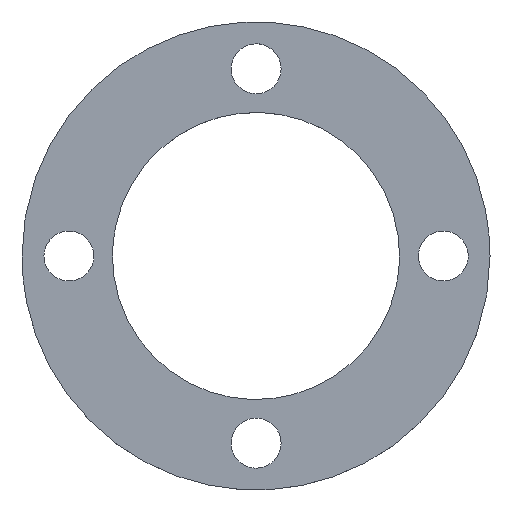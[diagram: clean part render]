
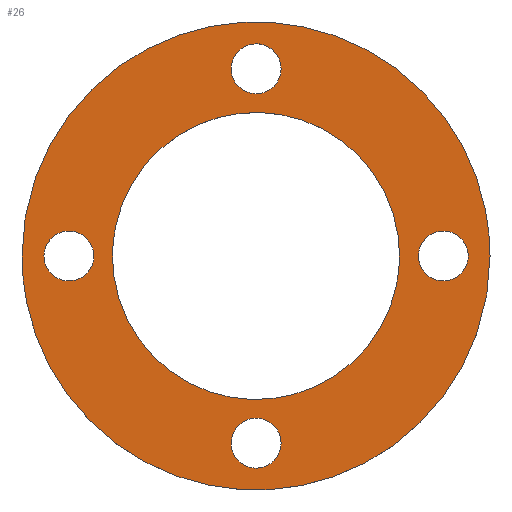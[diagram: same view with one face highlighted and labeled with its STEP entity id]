
A CAD part, top view. The second image highlights one B-rep face of the part: STEP entity #26.
In plain terms, the highlighted planar face has unit normal (0, 0, 1).
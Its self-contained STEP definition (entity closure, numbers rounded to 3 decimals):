
#15=FACE_BOUND('',#55,.T.);
#16=FACE_BOUND('',#56,.T.);
#17=FACE_BOUND('',#57,.T.);
#18=FACE_BOUND('',#58,.T.);
#19=FACE_BOUND('',#59,.T.);
#26=ADVANCED_FACE('',(#40,#15,#16,#17,#18,#19),#245,.T.);
#40=FACE_OUTER_BOUND('',#54,.T.);
#54=EDGE_LOOP('',(#81,#82));
#55=EDGE_LOOP('',(#83,#84));
#56=EDGE_LOOP('',(#85,#86));
#57=EDGE_LOOP('',(#87,#88));
#58=EDGE_LOOP('',(#89,#90));
#59=EDGE_LOOP('',(#91,#92));
#81=ORIENTED_EDGE('',*,*,#168,.F.);
#82=ORIENTED_EDGE('',*,*,#149,.F.);
#83=ORIENTED_EDGE('',*,*,#171,.F.);
#84=ORIENTED_EDGE('',*,*,#152,.F.);
#85=ORIENTED_EDGE('',*,*,#174,.F.);
#86=ORIENTED_EDGE('',*,*,#155,.F.);
#87=ORIENTED_EDGE('',*,*,#177,.F.);
#88=ORIENTED_EDGE('',*,*,#158,.F.);
#89=ORIENTED_EDGE('',*,*,#180,.F.);
#90=ORIENTED_EDGE('',*,*,#161,.F.);
#91=ORIENTED_EDGE('',*,*,#183,.F.);
#92=ORIENTED_EDGE('',*,*,#164,.F.);
#149=EDGE_CURVE('',#221,#233,#185,.T.);
#152=EDGE_CURVE('',#223,#235,#188,.T.);
#155=EDGE_CURVE('',#225,#237,#191,.T.);
#158=EDGE_CURVE('',#227,#239,#194,.T.);
#161=EDGE_CURVE('',#229,#241,#197,.T.);
#164=EDGE_CURVE('',#231,#243,#200,.T.);
#168=EDGE_CURVE('',#233,#221,#204,.T.);
#171=EDGE_CURVE('',#235,#223,#207,.T.);
#174=EDGE_CURVE('',#237,#225,#210,.T.);
#177=EDGE_CURVE('',#239,#227,#213,.T.);
#180=EDGE_CURVE('',#241,#229,#216,.T.);
#183=EDGE_CURVE('',#243,#231,#219,.T.);
#185=(
BOUNDED_CURVE()
B_SPLINE_CURVE(2,(#435,#436,#437,#438,#439),.UNSPECIFIED.,.F.,.F.)
B_SPLINE_CURVE_WITH_KNOTS((3,2,3),(0.,58.905,117.81),
 .UNSPECIFIED.)
CURVE()
GEOMETRIC_REPRESENTATION_ITEM()
RATIONAL_B_SPLINE_CURVE((1.,0.707,1.,0.707,1.))
REPRESENTATION_ITEM('')
);
#188=(
BOUNDED_CURVE()
B_SPLINE_CURVE(2,(#447,#448,#449,#450,#451),.UNSPECIFIED.,.F.,.F.)
B_SPLINE_CURVE_WITH_KNOTS((3,2,3),(-25.133,-18.85,
-12.566),.UNSPECIFIED.)
CURVE()
GEOMETRIC_REPRESENTATION_ITEM()
RATIONAL_B_SPLINE_CURVE((1.,0.707,1.,0.707,1.))
REPRESENTATION_ITEM('')
);
#191=(
BOUNDED_CURVE()
B_SPLINE_CURVE(2,(#459,#460,#461,#462,#463),.UNSPECIFIED.,.F.,.F.)
B_SPLINE_CURVE_WITH_KNOTS((3,2,3),(-144.513,-108.385,-72.257),
 .UNSPECIFIED.)
CURVE()
GEOMETRIC_REPRESENTATION_ITEM()
RATIONAL_B_SPLINE_CURVE((1.,0.707,1.,0.707,1.))
REPRESENTATION_ITEM('')
);
#194=(
BOUNDED_CURVE()
B_SPLINE_CURVE(2,(#471,#472,#473,#474,#475),.UNSPECIFIED.,.F.,.F.)
B_SPLINE_CURVE_WITH_KNOTS((3,2,3),(-25.133,-18.85,
-12.566),.UNSPECIFIED.)
CURVE()
GEOMETRIC_REPRESENTATION_ITEM()
RATIONAL_B_SPLINE_CURVE((1.,0.707,1.,0.707,1.))
REPRESENTATION_ITEM('')
);
#197=(
BOUNDED_CURVE()
B_SPLINE_CURVE(2,(#483,#484,#485,#486,#487),.UNSPECIFIED.,.F.,.F.)
B_SPLINE_CURVE_WITH_KNOTS((3,2,3),(-25.133,-18.85,
-12.566),.UNSPECIFIED.)
CURVE()
GEOMETRIC_REPRESENTATION_ITEM()
RATIONAL_B_SPLINE_CURVE((1.,0.707,1.,0.707,1.))
REPRESENTATION_ITEM('')
);
#200=(
BOUNDED_CURVE()
B_SPLINE_CURVE(2,(#495,#496,#497,#498,#499),.UNSPECIFIED.,.F.,.F.)
B_SPLINE_CURVE_WITH_KNOTS((3,2,3),(-25.133,-18.85,
-12.566),.UNSPECIFIED.)
CURVE()
GEOMETRIC_REPRESENTATION_ITEM()
RATIONAL_B_SPLINE_CURVE((1.,0.707,1.,0.707,1.))
REPRESENTATION_ITEM('')
);
#204=(
BOUNDED_CURVE()
B_SPLINE_CURVE(2,(#509,#510,#511,#512,#513),.UNSPECIFIED.,.F.,.F.)
B_SPLINE_CURVE_WITH_KNOTS((3,2,3),(117.81,176.715,235.619),
 .UNSPECIFIED.)
CURVE()
GEOMETRIC_REPRESENTATION_ITEM()
RATIONAL_B_SPLINE_CURVE((1.,0.707,1.,0.707,1.))
REPRESENTATION_ITEM('')
);
#207=(
BOUNDED_CURVE()
B_SPLINE_CURVE(2,(#521,#522,#523,#524,#525),.UNSPECIFIED.,.F.,.F.)
B_SPLINE_CURVE_WITH_KNOTS((3,2,3),(-12.566,-6.283,
0.),.UNSPECIFIED.)
CURVE()
GEOMETRIC_REPRESENTATION_ITEM()
RATIONAL_B_SPLINE_CURVE((1.,0.707,1.,0.707,1.))
REPRESENTATION_ITEM('')
);
#210=(
BOUNDED_CURVE()
B_SPLINE_CURVE(2,(#533,#534,#535,#536,#537),.UNSPECIFIED.,.F.,.F.)
B_SPLINE_CURVE_WITH_KNOTS((3,2,3),(-72.257,-36.128,
0.),.UNSPECIFIED.)
CURVE()
GEOMETRIC_REPRESENTATION_ITEM()
RATIONAL_B_SPLINE_CURVE((1.,0.707,1.,0.707,1.))
REPRESENTATION_ITEM('')
);
#213=(
BOUNDED_CURVE()
B_SPLINE_CURVE(2,(#545,#546,#547,#548,#549),.UNSPECIFIED.,.F.,.F.)
B_SPLINE_CURVE_WITH_KNOTS((3,2,3),(-12.566,-6.283,
0.),.UNSPECIFIED.)
CURVE()
GEOMETRIC_REPRESENTATION_ITEM()
RATIONAL_B_SPLINE_CURVE((1.,0.707,1.,0.707,1.))
REPRESENTATION_ITEM('')
);
#216=(
BOUNDED_CURVE()
B_SPLINE_CURVE(2,(#557,#558,#559,#560,#561),.UNSPECIFIED.,.F.,.F.)
B_SPLINE_CURVE_WITH_KNOTS((3,2,3),(-12.566,-6.283,
0.),.UNSPECIFIED.)
CURVE()
GEOMETRIC_REPRESENTATION_ITEM()
RATIONAL_B_SPLINE_CURVE((1.,0.707,1.,0.707,1.))
REPRESENTATION_ITEM('')
);
#219=(
BOUNDED_CURVE()
B_SPLINE_CURVE(2,(#569,#570,#571,#572,#573),.UNSPECIFIED.,.F.,.F.)
B_SPLINE_CURVE_WITH_KNOTS((3,2,3),(-12.566,-6.283,
0.),.UNSPECIFIED.)
CURVE()
GEOMETRIC_REPRESENTATION_ITEM()
RATIONAL_B_SPLINE_CURVE((1.,0.707,1.,0.707,1.))
REPRESENTATION_ITEM('')
);
#221=VERTEX_POINT('',#411);
#223=VERTEX_POINT('',#413);
#225=VERTEX_POINT('',#415);
#227=VERTEX_POINT('',#417);
#229=VERTEX_POINT('',#419);
#231=VERTEX_POINT('',#421);
#233=VERTEX_POINT('',#423);
#235=VERTEX_POINT('',#425);
#237=VERTEX_POINT('',#427);
#239=VERTEX_POINT('',#429);
#241=VERTEX_POINT('',#431);
#243=VERTEX_POINT('',#433);
#245=PLANE('',#279);
#279=AXIS2_PLACEMENT_3D('',#299,#284,$);
#284=DIRECTION('',(0.,0.,1.));
#299=CARTESIAN_POINT('',(-46.872,46.875,280.15));
#411=CARTESIAN_POINT('',(37.503,0.,280.15));
#413=CARTESIAN_POINT('',(-25.979,0.,280.15));
#415=CARTESIAN_POINT('',(23.003,0.,280.15));
#417=CARTESIAN_POINT('',(0.021,34.,280.15));
#419=CARTESIAN_POINT('',(34.021,0.,280.15));
#421=CARTESIAN_POINT('',(0.021,-26.,280.15));
#423=CARTESIAN_POINT('',(-37.497,0.,280.15));
#425=CARTESIAN_POINT('',(-33.979,0.,280.15));
#427=CARTESIAN_POINT('',(-22.997,0.,280.15));
#429=CARTESIAN_POINT('',(0.021,26.,280.15));
#431=CARTESIAN_POINT('',(26.021,0.,280.15));
#433=CARTESIAN_POINT('',(0.021,-34.,280.15));
#435=CARTESIAN_POINT('',(37.503,0.,280.15));
#436=CARTESIAN_POINT('',(37.503,-37.5,280.15));
#437=CARTESIAN_POINT('',(0.003,-37.5,280.15));
#438=CARTESIAN_POINT('',(-37.497,-37.5,280.15));
#439=CARTESIAN_POINT('',(-37.497,0.,280.15));
#447=CARTESIAN_POINT('',(-25.979,0.,280.15));
#448=CARTESIAN_POINT('',(-25.979,4.,280.15));
#449=CARTESIAN_POINT('',(-29.979,4.,280.15));
#450=CARTESIAN_POINT('',(-33.979,4.,280.15));
#451=CARTESIAN_POINT('',(-33.979,0.,280.15));
#459=CARTESIAN_POINT('',(23.003,0.,280.15));
#460=CARTESIAN_POINT('',(23.003,23.,280.15));
#461=CARTESIAN_POINT('',(0.003,23.,280.15));
#462=CARTESIAN_POINT('',(-22.997,23.,280.15));
#463=CARTESIAN_POINT('',(-22.997,0.,280.15));
#471=CARTESIAN_POINT('',(0.021,34.,280.15));
#472=CARTESIAN_POINT('',(-3.979,34.,280.15));
#473=CARTESIAN_POINT('',(-3.979,30.,280.15));
#474=CARTESIAN_POINT('',(-3.979,26.,280.15));
#475=CARTESIAN_POINT('',(0.021,26.,280.15));
#483=CARTESIAN_POINT('',(34.021,0.,280.15));
#484=CARTESIAN_POINT('',(34.021,4.,280.15));
#485=CARTESIAN_POINT('',(30.021,4.,280.15));
#486=CARTESIAN_POINT('',(26.021,4.,280.15));
#487=CARTESIAN_POINT('',(26.021,0.,280.15));
#495=CARTESIAN_POINT('',(0.021,-26.,280.15));
#496=CARTESIAN_POINT('',(-3.979,-26.,280.15));
#497=CARTESIAN_POINT('',(-3.979,-30.,280.15));
#498=CARTESIAN_POINT('',(-3.979,-34.,280.15));
#499=CARTESIAN_POINT('',(0.021,-34.,280.15));
#509=CARTESIAN_POINT('',(-37.497,0.,280.15));
#510=CARTESIAN_POINT('',(-37.497,37.5,280.15));
#511=CARTESIAN_POINT('',(0.003,37.5,280.15));
#512=CARTESIAN_POINT('',(37.503,37.5,280.15));
#513=CARTESIAN_POINT('',(37.503,0.,280.15));
#521=CARTESIAN_POINT('',(-33.979,0.,280.15));
#522=CARTESIAN_POINT('',(-33.979,-4.,280.15));
#523=CARTESIAN_POINT('',(-29.979,-4.,280.15));
#524=CARTESIAN_POINT('',(-25.979,-4.,280.15));
#525=CARTESIAN_POINT('',(-25.979,0.,280.15));
#533=CARTESIAN_POINT('',(-22.997,0.,280.15));
#534=CARTESIAN_POINT('',(-22.997,-23.,280.15));
#535=CARTESIAN_POINT('',(0.003,-23.,280.15));
#536=CARTESIAN_POINT('',(23.003,-23.,280.15));
#537=CARTESIAN_POINT('',(23.003,0.,280.15));
#545=CARTESIAN_POINT('',(0.021,26.,280.15));
#546=CARTESIAN_POINT('',(4.021,26.,280.15));
#547=CARTESIAN_POINT('',(4.021,30.,280.15));
#548=CARTESIAN_POINT('',(4.021,34.,280.15));
#549=CARTESIAN_POINT('',(0.021,34.,280.15));
#557=CARTESIAN_POINT('',(26.021,0.,280.15));
#558=CARTESIAN_POINT('',(26.021,-4.,280.15));
#559=CARTESIAN_POINT('',(30.021,-4.,280.15));
#560=CARTESIAN_POINT('',(34.021,-4.,280.15));
#561=CARTESIAN_POINT('',(34.021,0.,280.15));
#569=CARTESIAN_POINT('',(0.021,-34.,280.15));
#570=CARTESIAN_POINT('',(4.021,-34.,280.15));
#571=CARTESIAN_POINT('',(4.021,-30.,280.15));
#572=CARTESIAN_POINT('',(4.021,-26.,280.15));
#573=CARTESIAN_POINT('',(0.021,-26.,280.15));
